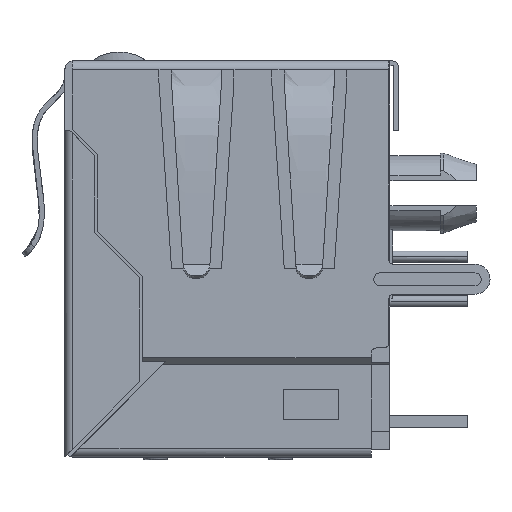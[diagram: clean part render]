
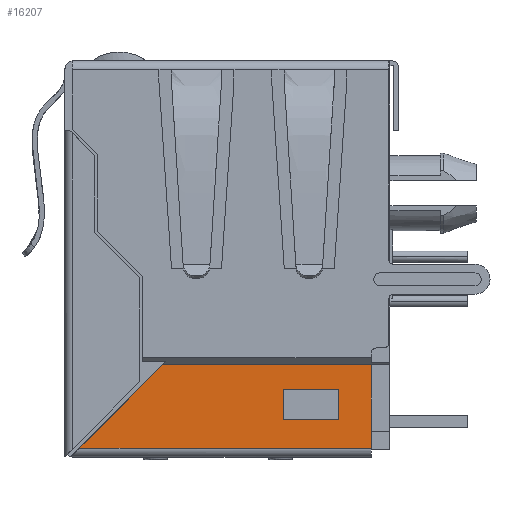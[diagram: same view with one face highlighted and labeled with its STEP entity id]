
A CAD part, left-side view. The second image highlights one B-rep face of the part: STEP entity #16207.
In plain terms, the highlighted planar face has unit normal (-1, 0, 0).
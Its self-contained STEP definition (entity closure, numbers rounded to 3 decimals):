
#927=CARTESIAN_POINT('',(-8.3,-0.559,-15.5));
#3500=DIRECTION('',(0.,1.,0.));
#3501=VECTOR('',#3500,11.691);
#3502=CARTESIAN_POINT('',(-8.3,-12.25,-15.5));
#3503=LINE('',#3502,#3501);
#3504=DIRECTION('',(0.,-0.707,0.707));
#3505=VECTOR('',#3504,4.738);
#3506=CARTESIAN_POINT('',(-8.3,-0.559,-15.5));
#3507=LINE('',#3506,#3505);
#3508=DIRECTION('',(0.,0.,-1.));
#3509=VECTOR('',#3508,3.35);
#3510=CARTESIAN_POINT('',(-8.3,-12.25,-12.15));
#3511=LINE('',#3510,#3509);
#3516=DIRECTION('',(0.,1.,0.));
#3517=VECTOR('',#3516,8.341);
#3518=CARTESIAN_POINT('',(-8.3,-12.25,-12.15));
#3519=LINE('',#3518,#3517);
#3991=DIRECTION('',(0.,-1.,0.));
#3992=VECTOR('',#3991,2.2);
#3993=CARTESIAN_POINT('',(-8.3,-8.75,-13.15));
#3994=LINE('',#3993,#3992);
#3999=DIRECTION('',(0.,0.,1.));
#4000=VECTOR('',#3999,1.2);
#4001=CARTESIAN_POINT('',(-8.3,-8.75,-14.35));
#4002=LINE('',#4001,#4000);
#4015=DIRECTION('',(0.,0.,-1.));
#4016=VECTOR('',#4015,1.2);
#4017=CARTESIAN_POINT('',(-8.3,-10.95,-13.15));
#4018=LINE('',#4017,#4016);
#4027=DIRECTION('',(0.,1.,0.));
#4028=VECTOR('',#4027,2.2);
#4029=CARTESIAN_POINT('',(-8.3,-10.95,-14.35));
#4030=LINE('',#4029,#4028);
#9286=VERTEX_POINT('',#927);
#10078=CARTESIAN_POINT('',(-8.3,-12.25,-15.5));
#10079=VERTEX_POINT('',#10078);
#10084=CARTESIAN_POINT('',(-8.3,-3.909,-12.15));
#10085=VERTEX_POINT('',#10084);
#10086=CARTESIAN_POINT('',(-8.3,-12.25,-12.15));
#10087=VERTEX_POINT('',#10086);
#10172=CARTESIAN_POINT('',(-8.3,-8.75,-13.15));
#10173=CARTESIAN_POINT('',(-8.3,-10.95,-13.15));
#10174=VERTEX_POINT('',#10172);
#10175=VERTEX_POINT('',#10173);
#10178=CARTESIAN_POINT('',(-8.3,-8.75,-14.35));
#10179=VERTEX_POINT('',#10178);
#10184=CARTESIAN_POINT('',(-8.3,-10.95,-14.35));
#10185=VERTEX_POINT('',#10184);
#16185=CARTESIAN_POINT('',(-8.3,-6.404,-13.825));
#16186=DIRECTION('',(1.,0.,0.));
#16187=DIRECTION('',(0.,1.,0.));
#16188=AXIS2_PLACEMENT_3D('',#16185,#16186,#16187);
#16189=PLANE('',#16188);
#16190=ORIENTED_EDGE('',*,*,#12877,.T.);
#16191=ORIENTED_EDGE('',*,*,#12907,.T.);
#16193=ORIENTED_EDGE('',*,*,#16192,.F.);
#16194=ORIENTED_EDGE('',*,*,#16151,.T.);
#16195=EDGE_LOOP('',(#16190,#16191,#16193,#16194));
#16196=FACE_OUTER_BOUND('',#16195,.F.);
#16198=ORIENTED_EDGE('',*,*,#16197,.F.);
#16200=ORIENTED_EDGE('',*,*,#16199,.F.);
#16202=ORIENTED_EDGE('',*,*,#16201,.F.);
#16204=ORIENTED_EDGE('',*,*,#16203,.F.);
#16205=EDGE_LOOP('',(#16198,#16200,#16202,#16204));
#16206=FACE_BOUND('',#16205,.F.);
#16207=ADVANCED_FACE('',(#16196,#16206),#16189,.F.);
#12877=EDGE_CURVE('',#10079,#9286,#3503,.T.);
#12907=EDGE_CURVE('',#9286,#10085,#3507,.T.);
#16151=EDGE_CURVE('',#10087,#10079,#3511,.T.);
#16192=EDGE_CURVE('',#10087,#10085,#3519,.T.);
#16197=EDGE_CURVE('',#10174,#10175,#3994,.T.);
#16199=EDGE_CURVE('',#10179,#10174,#4002,.T.);
#16201=EDGE_CURVE('',#10185,#10179,#4030,.T.);
#16203=EDGE_CURVE('',#10175,#10185,#4018,.T.);
